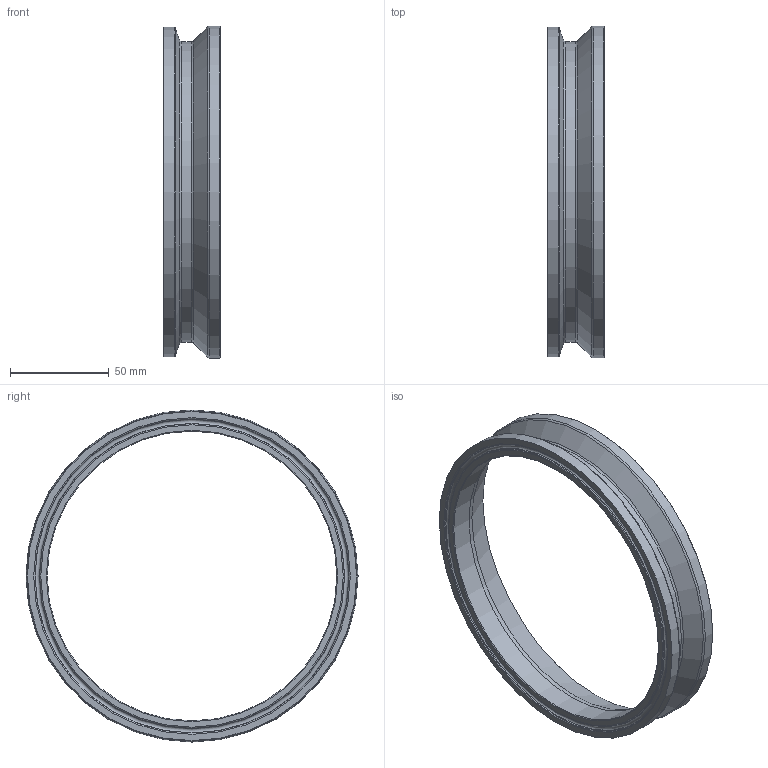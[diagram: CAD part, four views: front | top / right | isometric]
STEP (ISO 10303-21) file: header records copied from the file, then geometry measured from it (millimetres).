
FILE_DESCRIPTION(/* description */ (''),/* implementation_level */ '2;1');
FILE_NAME(/* name */ '19MPX-6.stp',/* time_stamp */ '2020-09-02T06:49:11-04:00',/* author */ ('ken'),/* organization */ (''),/* preprocessor_version */ 'ST-DEVELOPER v15.2',/* originating_system */ 'Autodesk Inventor 2014',/* authorisation */ '');
FILE_SCHEMA (('AUTOMOTIVE_DESIGN { 1 0 10303 214 3 1 1 }'));
Length unit declared in the file: inch
Products named in the file (1): 19MPX-6
Bounding box: 28.57 x 168.28 x 168.28 mm (x, y, z)
Volume: 72651.1 mm3; surface area: 40142.7 mm2
Topology: 1 solids, 1 shells, 23 faces, 43 edges, 23 vertices
Faces by surface type: torus 11, cone 5, cylinder 4, plane 3
Full cylindrical faces by diameter (mm): 146.863 x1, 152.4 x1, 166.878 x1, 168.275 x1
Entity records: 494 total; most frequent: DIRECTION 94, CARTESIAN_POINT 70, AXIS2_PLACEMENT_3D 47, EDGE_LOOP 46, ORIENTED_EDGE 46, FACE_BOUND 24, CIRCLE 23, VERTEX_POINT 23
